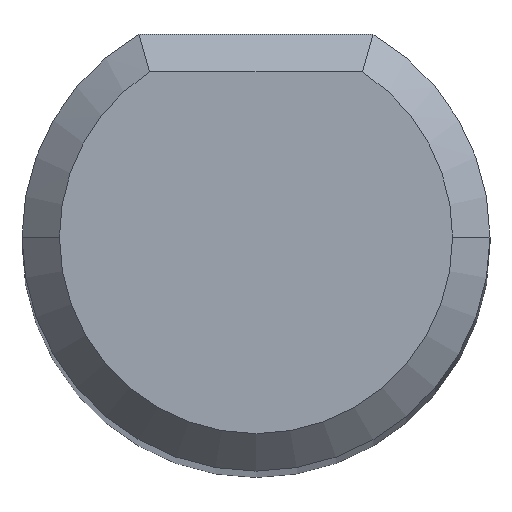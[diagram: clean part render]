
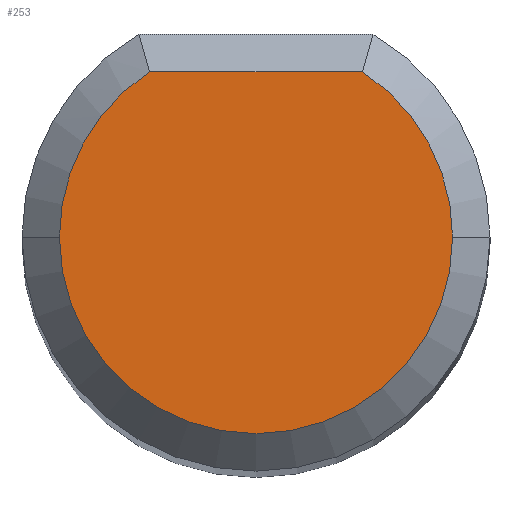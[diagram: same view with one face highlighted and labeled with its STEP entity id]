
A CAD part, top view. The second image highlights one B-rep face of the part: STEP entity #253.
In plain terms, the highlighted planar face has unit normal (0, 0, 1).
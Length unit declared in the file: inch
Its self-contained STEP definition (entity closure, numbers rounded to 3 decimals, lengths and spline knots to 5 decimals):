
#5 = EDGE_CURVE ( 'NONE', #108, #289, #45, .T. ) ;
#23 = DIRECTION ( 'NONE',  ( 0., 0., 1. ) ) ;
#25 = AXIS2_PLACEMENT_3D ( 'NONE', #35, #333, #186 ) ;
#34 = CIRCLE ( 'NONE', #198, 0.105 ) ;
#35 = CARTESIAN_POINT ( 'NONE',  ( 0., 0., 2. ) ) ;
#45 = LINE ( 'NONE', #296, #85 ) ;
#69 = ORIENTED_EDGE ( 'NONE', *, *, #179, .T. ) ;
#80 = CIRCLE ( 'NONE', #25, 0.105 ) ;
#85 = VECTOR ( 'NONE', #355, 39.37008 ) ;
#95 = CARTESIAN_POINT ( 'NONE',  ( 0.05689, 0.08825, 2. ) ) ;
#108 = VERTEX_POINT ( 'NONE', #95 ) ;
#119 = CARTESIAN_POINT ( 'NONE',  ( 0.105, 0., 2. ) ) ;
#120 = CARTESIAN_POINT ( 'NONE',  ( -0.105, 0., 2. ) ) ;
#148 = CARTESIAN_POINT ( 'NONE',  ( 0., 0., 2. ) ) ;
#149 = CARTESIAN_POINT ( 'NONE',  ( -0.05689, 0.08825, 2. ) ) ;
#151 = DIRECTION ( 'NONE',  ( 1., 0., 0. ) ) ;
#161 = DIRECTION ( 'NONE',  ( 1., 0., 0. ) ) ;
#165 = ORIENTED_EDGE ( 'NONE', *, *, #386, .T. ) ;
#172 = EDGE_LOOP ( 'NONE', ( #69, #165, #226, #256 ) ) ;
#179 = EDGE_CURVE ( 'NONE', #289, #377, #34, .T. ) ;
#186 = DIRECTION ( 'NONE',  ( 1., 0., 0. ) ) ;
#198 = AXIS2_PLACEMENT_3D ( 'NONE', #306, #23, #151 ) ;
#213 = DIRECTION ( 'NONE',  ( 1., 0., 0. ) ) ;
#216 = AXIS2_PLACEMENT_3D ( 'NONE', #148, #241, #213 ) ;
#226 = ORIENTED_EDGE ( 'NONE', *, *, #400, .T. ) ;
#241 = DIRECTION ( 'NONE',  ( 0., 0., 1. ) ) ;
#253 = ADVANCED_FACE ( 'NONE', ( #301 ), #332, .T. ) ;
#256 = ORIENTED_EDGE ( 'NONE', *, *, #5, .T. ) ;
#289 = VERTEX_POINT ( 'NONE', #149 ) ;
#296 = CARTESIAN_POINT ( 'NONE',  ( -0.0625, 0.08825, 2. ) ) ;
#300 = AXIS2_PLACEMENT_3D ( 'NONE', #398, #392, #161 ) ;
#301 = FACE_OUTER_BOUND ( 'NONE', #172, .T. ) ;
#306 = CARTESIAN_POINT ( 'NONE',  ( 0., 0., 2. ) ) ;
#321 = CIRCLE ( 'NONE', #300, 0.105 ) ;
#332 = PLANE ( 'NONE',  #216 ) ;
#333 = DIRECTION ( 'NONE',  ( 0., 0., 1. ) ) ;
#341 = VERTEX_POINT ( 'NONE', #119 ) ;
#355 = DIRECTION ( 'NONE',  ( -1., 0., 0. ) ) ;
#377 = VERTEX_POINT ( 'NONE', #120 ) ;
#386 = EDGE_CURVE ( 'NONE', #377, #341, #80, .T. ) ;
#392 = DIRECTION ( 'NONE',  ( 0., 0., 1. ) ) ;
#398 = CARTESIAN_POINT ( 'NONE',  ( 0., 0., 2. ) ) ;
#400 = EDGE_CURVE ( 'NONE', #341, #108, #321, .T. ) ;
